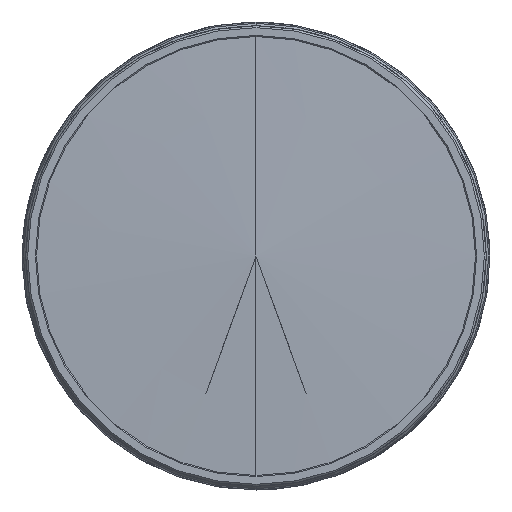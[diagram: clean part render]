
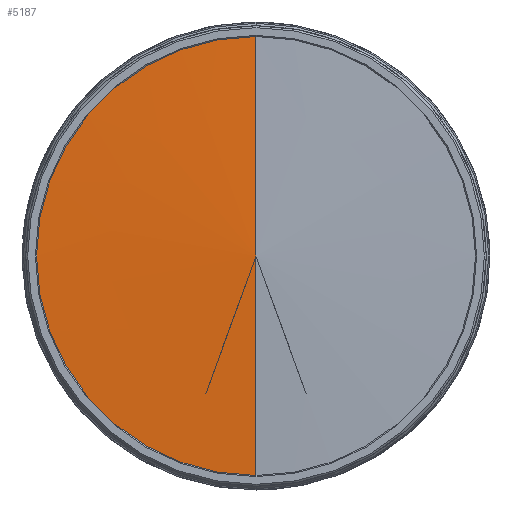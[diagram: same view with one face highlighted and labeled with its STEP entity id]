
A CAD part, left-side view. The second image highlights one B-rep face of the part: STEP entity #5187.
In plain terms, the highlighted conical face has half-angle 88.078 degrees and reference radius 59.791 mm.
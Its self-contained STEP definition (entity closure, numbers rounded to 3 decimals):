
#66 = VECTOR ( 'NONE', #957, 1000. ) ;
#143 = ORIENTED_EDGE ( 'NONE', *, *, #462, .T. ) ;
#426 = DIRECTION ( 'NONE',  ( 0., 0., -1. ) ) ;
#462 = EDGE_CURVE ( 'NONE', #832, #3991, #4892, .T. ) ;
#550 = ORIENTED_EDGE ( 'NONE', *, *, #5040, .F. ) ;
#571 = CARTESIAN_POINT ( 'NONE',  ( 2.306, 0., -59.791 ) ) ;
#832 = VERTEX_POINT ( 'NONE', #3807 ) ;
#866 = CONICAL_SURFACE ( 'NONE', #2726, 59.791, 1.537 ) ;
#957 = DIRECTION ( 'NONE',  ( 0.034, 0., 0.999 ) ) ;
#1063 = LINE ( 'NONE', #571, #1438 ) ;
#1147 = DIRECTION ( 'NONE',  ( 0.034, 0., -0.999 ) ) ;
#1258 = AXIS2_PLACEMENT_3D ( 'NONE', #2104, #4122, #426 ) ;
#1418 = EDGE_CURVE ( 'NONE', #3488, #3991, #1456, .T. ) ;
#1438 = VECTOR ( 'NONE', #1147, 1000. ) ;
#1456 = CIRCLE ( 'NONE', #1258, 58.15 ) ;
#1633 = CARTESIAN_POINT ( 'NONE',  ( 2.251, 0., 58.15 ) ) ;
#2104 = CARTESIAN_POINT ( 'NONE',  ( 2.251, 0., 0. ) ) ;
#2726 = AXIS2_PLACEMENT_3D ( 'NONE', #3530, #3134, #3942 ) ;
#3134 = DIRECTION ( 'NONE',  ( 1., 0., 0. ) ) ;
#3213 = EDGE_LOOP ( 'NONE', ( #550, #143, #3408 ) ) ;
#3408 = ORIENTED_EDGE ( 'NONE', *, *, #1418, .F. ) ;
#3411 = CARTESIAN_POINT ( 'NONE',  ( 2.306, 0., 59.791 ) ) ;
#3488 = VERTEX_POINT ( 'NONE', #4044 ) ;
#3530 = CARTESIAN_POINT ( 'NONE',  ( 2.306, 0., 0. ) ) ;
#3601 = FACE_OUTER_BOUND ( 'NONE', #3213, .T. ) ;
#3807 = CARTESIAN_POINT ( 'NONE',  ( 0.3, 0., 0. ) ) ;
#3942 = DIRECTION ( 'NONE',  ( 0., 0., -1. ) ) ;
#3991 = VERTEX_POINT ( 'NONE', #1633 ) ;
#4044 = CARTESIAN_POINT ( 'NONE',  ( 2.251, 0., -58.15 ) ) ;
#4122 = DIRECTION ( 'NONE',  ( 1., 0., 0. ) ) ;
#4892 = LINE ( 'NONE', #3411, #66 ) ;
#5040 = EDGE_CURVE ( 'NONE', #832, #3488, #1063, .T. ) ;
#5187 = ADVANCED_FACE ( 'NONE', ( #3601 ), #866, .T. ) ;
